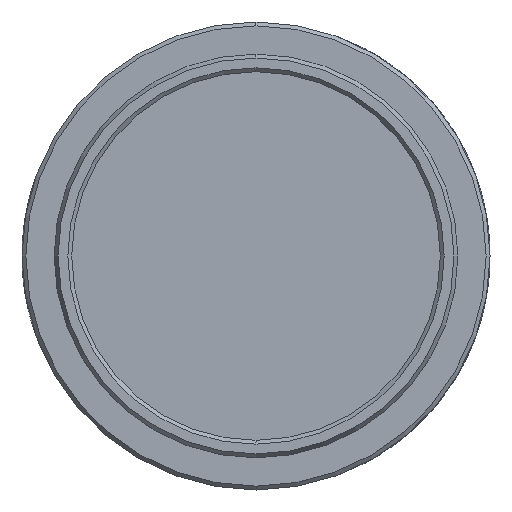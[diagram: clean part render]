
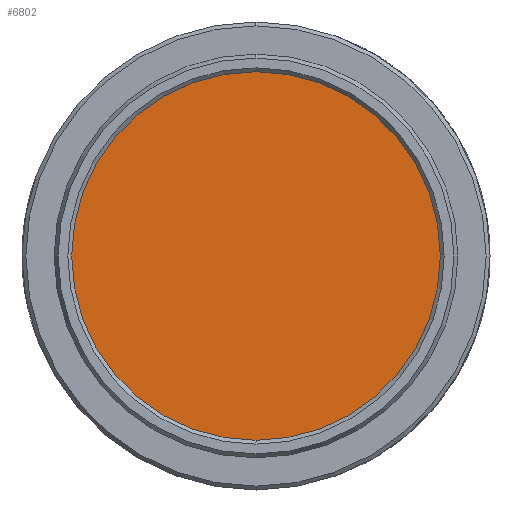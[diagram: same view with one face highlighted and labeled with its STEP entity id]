
A CAD part, left-side view. The second image highlights one B-rep face of the part: STEP entity #6802.
In plain terms, the highlighted planar face has unit normal (-1, 0, 0).
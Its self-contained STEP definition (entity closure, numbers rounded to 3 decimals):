
#86 = DIRECTION ( 'NONE',  ( 1., 0., 0. ) ) ;
#456 = AXIS2_PLACEMENT_3D ( 'NONE', #7721, #6750, #4916 ) ;
#562 = PLANE ( 'NONE',  #11297 ) ;
#986 = CARTESIAN_POINT ( 'NONE',  ( -1.905, 0., 0. ) ) ;
#1377 = DIRECTION ( 'NONE',  ( 1., 0., 0. ) ) ;
#1622 = EDGE_CURVE ( 'NONE', #10376, #5298, #8899, .T. ) ;
#1697 = EDGE_CURVE ( 'NONE', #5298, #10376, #4968, .T. ) ;
#2464 = DIRECTION ( 'NONE',  ( 0., 0.865, 0.501 ) ) ;
#2647 = EDGE_LOOP ( 'NONE', ( #8601, #10525 ) ) ;
#3935 = CARTESIAN_POINT ( 'NONE',  ( -1.905, 10.835, 6.28 ) ) ;
#4916 = DIRECTION ( 'NONE',  ( 0., 0.865, 0.501 ) ) ;
#4968 = CIRCLE ( 'NONE', #456, 12.523 ) ;
#5298 = VERTEX_POINT ( 'NONE', #6792 ) ;
#5567 = DIRECTION ( 'NONE',  ( 0., 0.865, 0.501 ) ) ;
#6750 = DIRECTION ( 'NONE',  ( 1., 0., 0. ) ) ;
#6792 = CARTESIAN_POINT ( 'NONE',  ( -1.905, -10.835, -6.28 ) ) ;
#6802 = ADVANCED_FACE ( 'NONE', ( #11272 ), #562, .F. ) ;
#7721 = CARTESIAN_POINT ( 'NONE',  ( -1.905, 0., 0. ) ) ;
#7985 = CARTESIAN_POINT ( 'NONE',  ( -1.905, 0., 0. ) ) ;
#8601 = ORIENTED_EDGE ( 'NONE', *, *, #1622, .F. ) ;
#8899 = CIRCLE ( 'NONE', #11684, 12.523 ) ;
#10376 = VERTEX_POINT ( 'NONE', #3935 ) ;
#10525 = ORIENTED_EDGE ( 'NONE', *, *, #1697, .F. ) ;
#11272 = FACE_OUTER_BOUND ( 'NONE', #2647, .T. ) ;
#11297 = AXIS2_PLACEMENT_3D ( 'NONE', #7985, #1377, #2464 ) ;
#11684 = AXIS2_PLACEMENT_3D ( 'NONE', #986, #86, #5567 ) ;
